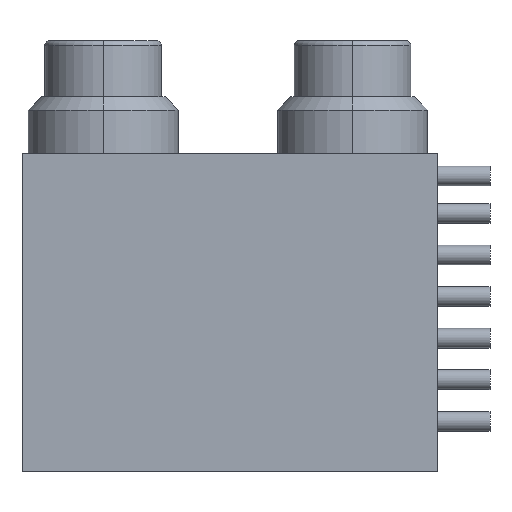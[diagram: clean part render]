
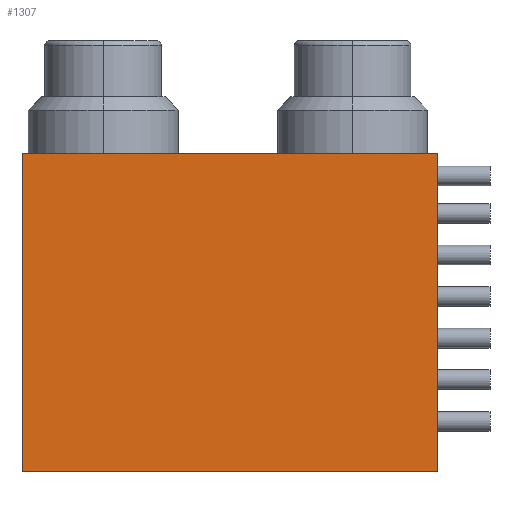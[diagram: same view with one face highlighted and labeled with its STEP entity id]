
A CAD part, left-side view. The second image highlights one B-rep face of the part: STEP entity #1307.
In plain terms, the highlighted planar face has unit normal (-1, 0, 0).
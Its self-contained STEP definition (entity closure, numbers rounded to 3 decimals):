
#224=DIRECTION('',(0.,-1.,0.));
#225=VECTOR('',#224,31.75);
#226=CARTESIAN_POINT('',(-7.2,31.75,-24.3));
#227=LINE('',#226,#225);
#244=DIRECTION('',(0.,-1.,0.));
#245=VECTOR('',#244,31.75);
#246=CARTESIAN_POINT('',(-7.2,31.75,0.));
#247=LINE('',#246,#245);
#282=DIRECTION('',(0.,0.,-1.));
#283=VECTOR('',#282,24.3);
#284=CARTESIAN_POINT('',(-7.2,0.,0.));
#285=LINE('',#284,#283);
#416=DIRECTION('',(0.,0.,-1.));
#417=VECTOR('',#416,24.3);
#418=CARTESIAN_POINT('',(-7.2,31.75,0.));
#419=LINE('',#418,#417);
#944=CARTESIAN_POINT('',(-7.2,31.75,0.));
#945=CARTESIAN_POINT('',(-7.2,0.,0.));
#946=VERTEX_POINT('',#944);
#947=VERTEX_POINT('',#945);
#952=CARTESIAN_POINT('',(-7.2,31.75,-24.3));
#953=CARTESIAN_POINT('',(-7.2,0.,-24.3));
#954=VERTEX_POINT('',#952);
#955=VERTEX_POINT('',#953);
#1295=CARTESIAN_POINT('',(-7.2,31.75,0.));
#1296=DIRECTION('',(-1.,0.,0.));
#1297=DIRECTION('',(0.,-1.,0.));
#1298=AXIS2_PLACEMENT_3D('',#1295,#1296,#1297);
#1299=PLANE('',#1298);
#1300=ORIENTED_EDGE('',*,*,#1179,.T.);
#1301=ORIENTED_EDGE('',*,*,#1212,.T.);
#1302=ORIENTED_EDGE('',*,*,#1149,.F.);
#1304=ORIENTED_EDGE('',*,*,#1303,.F.);
#1305=EDGE_LOOP('',(#1300,#1301,#1302,#1304));
#1306=FACE_OUTER_BOUND('',#1305,.F.);
#1307=ADVANCED_FACE('',(#1306),#1299,.T.);
#1149=EDGE_CURVE('',#954,#955,#227,.T.);
#1179=EDGE_CURVE('',#946,#947,#247,.T.);
#1212=EDGE_CURVE('',#947,#955,#285,.T.);
#1303=EDGE_CURVE('',#946,#954,#419,.T.);
